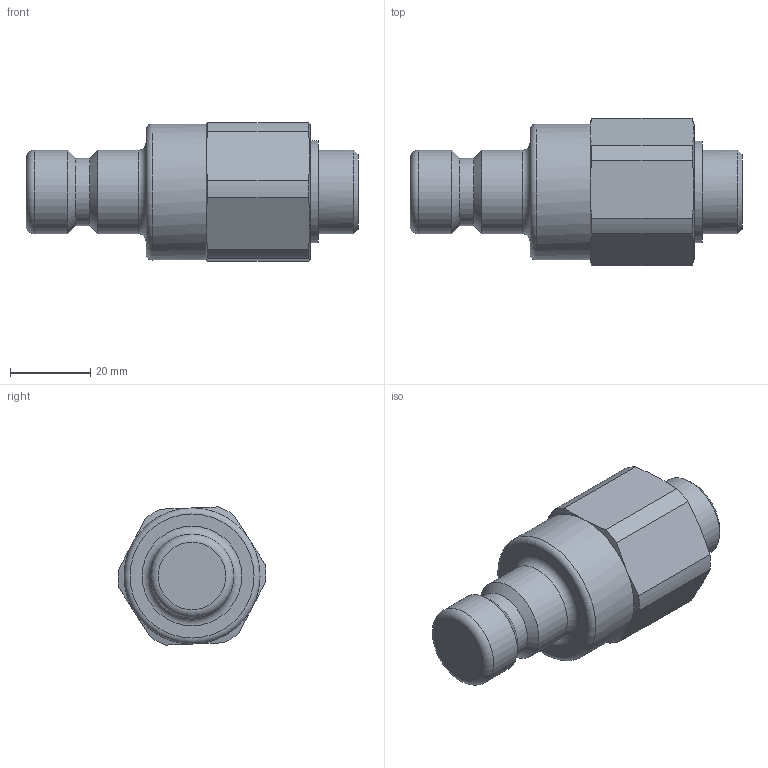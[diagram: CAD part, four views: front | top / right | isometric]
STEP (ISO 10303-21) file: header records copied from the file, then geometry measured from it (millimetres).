
FILE_DESCRIPTION((''),'2;1');
FILE_NAME('57sbaw21mpn.stp','2013-02-18T14:37:34',('IA176480'),(''),'Autodesk Inventor 2011','Autodesk Inventor 2011','');
FILE_SCHEMA(('AUTOMOTIVE_DESIGN { 1 0 10303 214 1 1 1 1 }'));
Length unit declared in the file: millimetre
Products named in the file (1): D105912
Bounding box: 83 x 37 x 34.55 mm (x, y, z)
Volume: 52932.1 mm3; surface area: 10652.1 mm2
Topology: 1 solids, 3 shells, 60 faces, 136 edges, 83 vertices
Faces by surface type: plane 19, cylinder 19, cone 17, torus 5
Full cylindrical faces by diameter (mm): 16.8 x1, 20.9 x2, 20.955 x1, 25.5 x1, 27.155 x1, 28.4 x1, 28.9 x1, 28.95 x2, 34 x1
Entity records: 1578 total; most frequent: CARTESIAN_POINT 295, DIRECTION 264, ORIENTED_EDGE 218, AXIS2_PLACEMENT_3D 118, EDGE_CURVE 109, EDGE_LOOP 86, VERTEX_POINT 77, FACE_OUTER_BOUND 60
